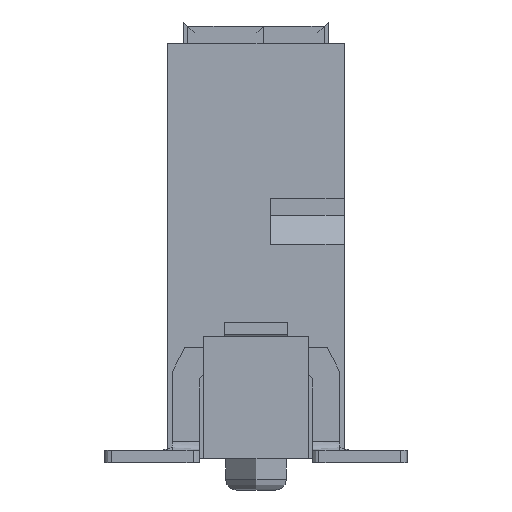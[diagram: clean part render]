
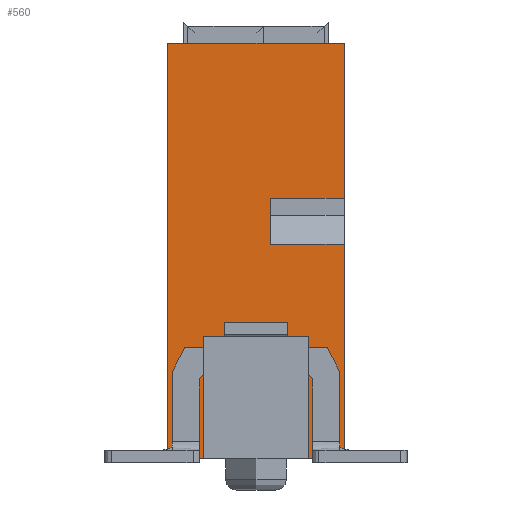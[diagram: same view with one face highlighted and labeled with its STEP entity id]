
A CAD part, left-side view. The second image highlights one B-rep face of the part: STEP entity #560.
In plain terms, the highlighted planar face has unit normal (-1, 0, 0).
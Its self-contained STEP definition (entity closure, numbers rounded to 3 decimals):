
#168=CARTESIAN_POINT('',(-33.115,-2.1,5.11));
#169=VERTEX_POINT('',#168);
#186=CARTESIAN_POINT('',(-33.115,-0.35,5.11));
#187=VERTEX_POINT('',#186);
#194=CARTESIAN_POINT('',(-33.115,-0.35,5.11));
#195=DIRECTION('',(0.,-1.,0.));
#196=VECTOR('',#195,1.75);
#197=LINE('',#194,#196);
#198=EDGE_CURVE('',#187,#169,#197,.T.);
#208=CARTESIAN_POINT('',(-33.115,-0.35,6.2));
#209=VERTEX_POINT('',#208);
#210=CARTESIAN_POINT('',(-33.115,-0.35,6.2));
#211=DIRECTION('',(0.,0.,-1.));
#212=VECTOR('',#211,1.09);
#213=LINE('',#210,#212);
#214=EDGE_CURVE('',#209,#187,#213,.T.);
#241=CARTESIAN_POINT('',(-33.115,-2.1,6.2));
#242=VERTEX_POINT('',#241);
#249=CARTESIAN_POINT('',(-33.115,-2.1,6.2));
#250=DIRECTION('',(0.,1.,0.));
#251=VECTOR('',#250,1.75);
#252=LINE('',#249,#251);
#253=EDGE_CURVE('',#242,#209,#252,.T.);
#384=CARTESIAN_POINT('',(-33.115,1.275,5.375));
#385=DIRECTION('',(0.,-1.,0.));
#386=DIRECTION('',(-1.,0.,0.));
#387=AXIS2_PLACEMENT_3D('',#384,#386,#385);
#388=PLANE('',#387);
#389=CARTESIAN_POINT('',(-33.115,-0.7,1.));
#390=VERTEX_POINT('',#389);
#391=CARTESIAN_POINT('',(-33.115,-0.75,1.));
#392=VERTEX_POINT('',#391);
#393=CARTESIAN_POINT('',(-33.115,-0.7,1.));
#394=DIRECTION('',(0.,-1.,0.));
#395=VECTOR('',#394,0.05);
#396=LINE('',#393,#395);
#397=EDGE_CURVE('',#390,#392,#396,.T.);
#398=ORIENTED_EDGE('',*,*,#397,.T.);
#399=CARTESIAN_POINT('',(-33.115,-0.75,1.75));
#400=VERTEX_POINT('',#399);
#401=CARTESIAN_POINT('',(-33.115,-0.75,1.));
#402=DIRECTION('',(0.,0.,1.));
#403=VECTOR('',#402,0.75);
#404=LINE('',#401,#403);
#405=EDGE_CURVE('',#392,#400,#404,.T.);
#406=ORIENTED_EDGE('',*,*,#405,.T.);
#407=CARTESIAN_POINT('',(-33.115,-0.9,1.9));
#408=VERTEX_POINT('',#407);
#409=CARTESIAN_POINT('',(-33.115,-0.75,1.75));
#410=DIRECTION('',(0.,-0.707,0.707));
#411=VECTOR('',#410,0.212);
#412=LINE('',#409,#411);
#413=EDGE_CURVE('',#400,#408,#412,.T.);
#414=ORIENTED_EDGE('',*,*,#413,.T.);
#415=CARTESIAN_POINT('',(-33.115,-1.1,1.9));
#416=VERTEX_POINT('',#415);
#417=CARTESIAN_POINT('',(-33.115,-0.9,1.9));
#418=DIRECTION('',(0.,-1.,0.));
#419=VECTOR('',#418,0.2);
#420=LINE('',#417,#419);
#421=EDGE_CURVE('',#408,#416,#420,.T.);
#422=ORIENTED_EDGE('',*,*,#421,.T.);
#423=CARTESIAN_POINT('',(-33.115,-1.25,1.75));
#424=VERTEX_POINT('',#423);
#425=CARTESIAN_POINT('',(-33.115,-1.1,1.9));
#426=DIRECTION('',(0.,-0.707,-0.707));
#427=VECTOR('',#426,0.212);
#428=LINE('',#425,#427);
#429=EDGE_CURVE('',#416,#424,#428,.T.);
#430=ORIENTED_EDGE('',*,*,#429,.T.);
#431=CARTESIAN_POINT('',(-33.115,-1.25,0.));
#432=VERTEX_POINT('',#431);
#433=CARTESIAN_POINT('',(-33.115,-1.25,1.75));
#434=DIRECTION('',(0.,0.,-1.));
#435=VECTOR('',#434,1.75);
#436=LINE('',#433,#435);
#437=EDGE_CURVE('',#424,#432,#436,.T.);
#438=ORIENTED_EDGE('',*,*,#437,.T.);
#439=CARTESIAN_POINT('',(-33.115,-2.1,0.));
#440=VERTEX_POINT('',#439);
#441=CARTESIAN_POINT('',(-33.115,-1.25,0.));
#442=DIRECTION('',(0.,-1.,0.));
#443=VECTOR('',#442,0.85);
#444=LINE('',#441,#443);
#445=EDGE_CURVE('',#432,#440,#444,.T.);
#446=ORIENTED_EDGE('',*,*,#445,.T.);
#447=CARTESIAN_POINT('',(-33.115,-2.1,0.));
#448=DIRECTION('',(0.,0.,1.));
#449=VECTOR('',#448,5.11);
#450=LINE('',#447,#449);
#451=EDGE_CURVE('',#440,#169,#450,.T.);
#452=ORIENTED_EDGE('',*,*,#451,.T.);
#453=ORIENTED_EDGE('',*,*,#198,.F.);
#454=ORIENTED_EDGE('',*,*,#214,.F.);
#455=ORIENTED_EDGE('',*,*,#253,.F.);
#456=CARTESIAN_POINT('',(-33.115,-2.1,9.9));
#457=VERTEX_POINT('',#456);
#458=CARTESIAN_POINT('',(-33.115,-2.1,6.2));
#459=DIRECTION('',(0.,0.,1.));
#460=VECTOR('',#459,3.7);
#461=LINE('',#458,#460);
#462=EDGE_CURVE('',#242,#457,#461,.T.);
#463=ORIENTED_EDGE('',*,*,#462,.T.);
#464=CARTESIAN_POINT('',(-33.115,2.1,9.9));
#465=VERTEX_POINT('',#464);
#466=CARTESIAN_POINT('',(-33.115,-2.1,9.9));
#467=DIRECTION('',(0.,1.,0.));
#468=VECTOR('',#467,4.2);
#469=LINE('',#466,#468);
#470=EDGE_CURVE('',#457,#465,#469,.T.);
#471=ORIENTED_EDGE('',*,*,#470,.T.);
#472=CARTESIAN_POINT('',(-33.115,2.1,0.));
#473=VERTEX_POINT('',#472);
#474=CARTESIAN_POINT('',(-33.115,2.1,9.9));
#475=DIRECTION('',(0.,0.,-1.));
#476=VECTOR('',#475,9.9);
#477=LINE('',#474,#476);
#478=EDGE_CURVE('',#465,#473,#477,.T.);
#479=ORIENTED_EDGE('',*,*,#478,.T.);
#480=CARTESIAN_POINT('',(-33.115,1.25,0.));
#481=VERTEX_POINT('',#480);
#482=CARTESIAN_POINT('',(-33.115,2.1,0.));
#483=DIRECTION('',(0.,-1.,0.));
#484=VECTOR('',#483,0.85);
#485=LINE('',#482,#484);
#486=EDGE_CURVE('',#473,#481,#485,.T.);
#487=ORIENTED_EDGE('',*,*,#486,.T.);
#488=CARTESIAN_POINT('',(-33.115,1.25,1.75));
#489=VERTEX_POINT('',#488);
#490=CARTESIAN_POINT('',(-33.115,1.25,0.));
#491=DIRECTION('',(0.,0.,1.));
#492=VECTOR('',#491,1.75);
#493=LINE('',#490,#492);
#494=EDGE_CURVE('',#481,#489,#493,.T.);
#495=ORIENTED_EDGE('',*,*,#494,.T.);
#496=CARTESIAN_POINT('',(-33.115,1.1,1.9));
#497=VERTEX_POINT('',#496);
#498=CARTESIAN_POINT('',(-33.115,1.25,1.75));
#499=DIRECTION('',(0.,-0.707,0.707));
#500=VECTOR('',#499,0.212);
#501=LINE('',#498,#500);
#502=EDGE_CURVE('',#489,#497,#501,.T.);
#503=ORIENTED_EDGE('',*,*,#502,.T.);
#504=CARTESIAN_POINT('',(-33.115,0.9,1.9));
#505=VERTEX_POINT('',#504);
#506=CARTESIAN_POINT('',(-33.115,1.1,1.9));
#507=DIRECTION('',(0.,-1.,0.));
#508=VECTOR('',#507,0.2);
#509=LINE('',#506,#508);
#510=EDGE_CURVE('',#497,#505,#509,.T.);
#511=ORIENTED_EDGE('',*,*,#510,.T.);
#512=CARTESIAN_POINT('',(-33.115,0.75,1.75));
#513=VERTEX_POINT('',#512);
#514=CARTESIAN_POINT('',(-33.115,0.9,1.9));
#515=DIRECTION('',(0.,-0.707,-0.707));
#516=VECTOR('',#515,0.212);
#517=LINE('',#514,#516);
#518=EDGE_CURVE('',#505,#513,#517,.T.);
#519=ORIENTED_EDGE('',*,*,#518,.T.);
#520=CARTESIAN_POINT('',(-33.115,0.75,1.));
#521=VERTEX_POINT('',#520);
#522=CARTESIAN_POINT('',(-33.115,0.75,1.75));
#523=DIRECTION('',(0.,0.,-1.));
#524=VECTOR('',#523,0.75);
#525=LINE('',#522,#524);
#526=EDGE_CURVE('',#513,#521,#525,.T.);
#527=ORIENTED_EDGE('',*,*,#526,.T.);
#528=CARTESIAN_POINT('',(-33.115,0.7,1.));
#529=VERTEX_POINT('',#528);
#530=CARTESIAN_POINT('',(-33.115,0.75,1.));
#531=DIRECTION('',(0.,-1.,0.));
#532=VECTOR('',#531,0.05);
#533=LINE('',#530,#532);
#534=EDGE_CURVE('',#521,#529,#533,.T.);
#535=ORIENTED_EDGE('',*,*,#534,.T.);
#536=CARTESIAN_POINT('',(-33.115,0.7,0.1));
#537=VERTEX_POINT('',#536);
#538=CARTESIAN_POINT('',(-33.115,0.7,1.));
#539=DIRECTION('',(0.,0.,-1.));
#540=VECTOR('',#539,0.9);
#541=LINE('',#538,#540);
#542=EDGE_CURVE('',#529,#537,#541,.T.);
#543=ORIENTED_EDGE('',*,*,#542,.T.);
#544=CARTESIAN_POINT('',(-33.115,-0.7,0.1));
#545=VERTEX_POINT('',#544);
#546=CARTESIAN_POINT('',(-33.115,0.7,0.1));
#547=DIRECTION('',(0.,-1.,0.));
#548=VECTOR('',#547,1.4);
#549=LINE('',#546,#548);
#550=EDGE_CURVE('',#537,#545,#549,.T.);
#551=ORIENTED_EDGE('',*,*,#550,.T.);
#552=CARTESIAN_POINT('',(-33.115,-0.7,0.1));
#553=DIRECTION('',(0.,0.,1.));
#554=VECTOR('',#553,0.9);
#555=LINE('',#552,#554);
#556=EDGE_CURVE('',#545,#390,#555,.T.);
#557=ORIENTED_EDGE('',*,*,#556,.T.);
#558=EDGE_LOOP('',(#398,#406,#414,#422,#430,#438,#446,#452,#453,#454,#455,#463,#471,#479,#487,#495,#503,#511,#519,#527,#535,#543,#551,#557));
#559=FACE_OUTER_BOUND('',#558,.T.);
#560=ADVANCED_FACE('',(#559),#388,.T.);
